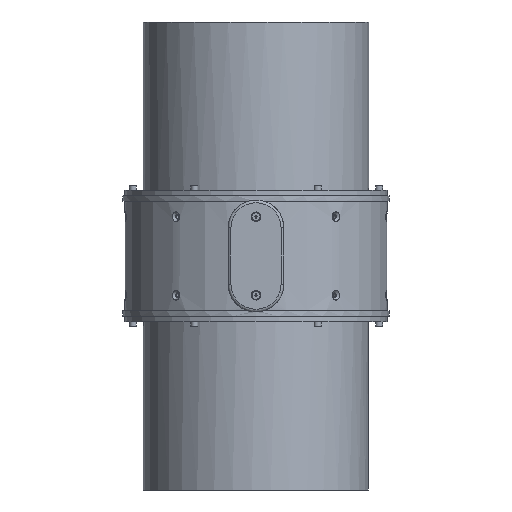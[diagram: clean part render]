
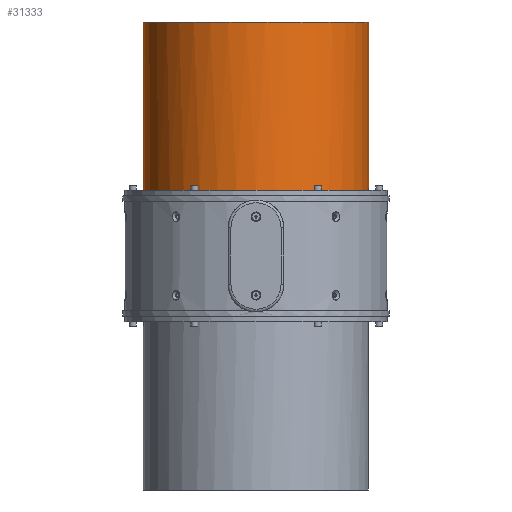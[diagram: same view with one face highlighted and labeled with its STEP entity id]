
A CAD part, front view. The second image highlights one B-rep face of the part: STEP entity #31333.
In plain terms, the highlighted cylindrical face has radius 161.95 mm (diameter 323.9 mm), a full revolution.
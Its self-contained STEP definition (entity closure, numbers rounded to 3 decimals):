
#3128 = CARTESIAN_POINT ( 'NONE',  ( 161.95, 0., 94.5 ) ) ;
#4729 = CARTESIAN_POINT ( 'NONE',  ( 0., 0., 336.5 ) ) ;
#7032 = CARTESIAN_POINT ( 'NONE',  ( -153.481, -51.686, 336.5 ) ) ;
#7346 = ORIENTED_EDGE ( 'NONE', *, *, #12034, .T. ) ;
#9460 = CYLINDRICAL_SURFACE ( 'NONE', #28325, 161.95 ) ;
#11293 = CARTESIAN_POINT ( 'NONE',  ( 0., 0., 336.5 ) ) ;
#11441 = FACE_OUTER_BOUND ( 'NONE', #15911, .T. ) ;
#12034 = EDGE_CURVE ( 'NONE', #30232, #30232, #18139, .T. ) ;
#13267 = DIRECTION ( 'NONE',  ( -0.948, -0.319, 0. ) ) ;
#13693 = CARTESIAN_POINT ( 'NONE',  ( 0., 0., 94.5 ) ) ;
#15135 = CIRCLE ( 'NONE', #17714, 161.95 ) ;
#15911 = EDGE_LOOP ( 'NONE', ( #7346 ) ) ;
#16444 = DIRECTION ( 'NONE',  ( 0., 0., 1. ) ) ;
#17714 = AXIS2_PLACEMENT_3D ( 'NONE', #11293, #20770, #13267 ) ;
#17831 = ORIENTED_EDGE ( 'NONE', *, *, #23113, .F. ) ;
#18139 = CIRCLE ( 'NONE', #19217, 161.95 ) ;
#19217 = AXIS2_PLACEMENT_3D ( 'NONE', #13693, #16444, #26400 ) ;
#19426 = DIRECTION ( 'NONE',  ( 0., 0., -1. ) ) ;
#20770 = DIRECTION ( 'NONE',  ( 0., 0., 1. ) ) ;
#23113 = EDGE_CURVE ( 'NONE', #26928, #26928, #15135, .T. ) ;
#23272 = EDGE_LOOP ( 'NONE', ( #17831 ) ) ;
#26400 = DIRECTION ( 'NONE',  ( 1., 0., 0. ) ) ;
#26928 = VERTEX_POINT ( 'NONE', #7032 ) ;
#28325 = AXIS2_PLACEMENT_3D ( 'NONE', #4729, #19426, #31387 ) ;
#29241 = FACE_OUTER_BOUND ( 'NONE', #23272, .T. ) ;
#30232 = VERTEX_POINT ( 'NONE', #3128 ) ;
#31333 = ADVANCED_FACE ( 'NONE', ( #11441, #29241 ), #9460, .T. ) ;
#31387 = DIRECTION ( 'NONE',  ( 0.948, 0.319, 0. ) ) ;
